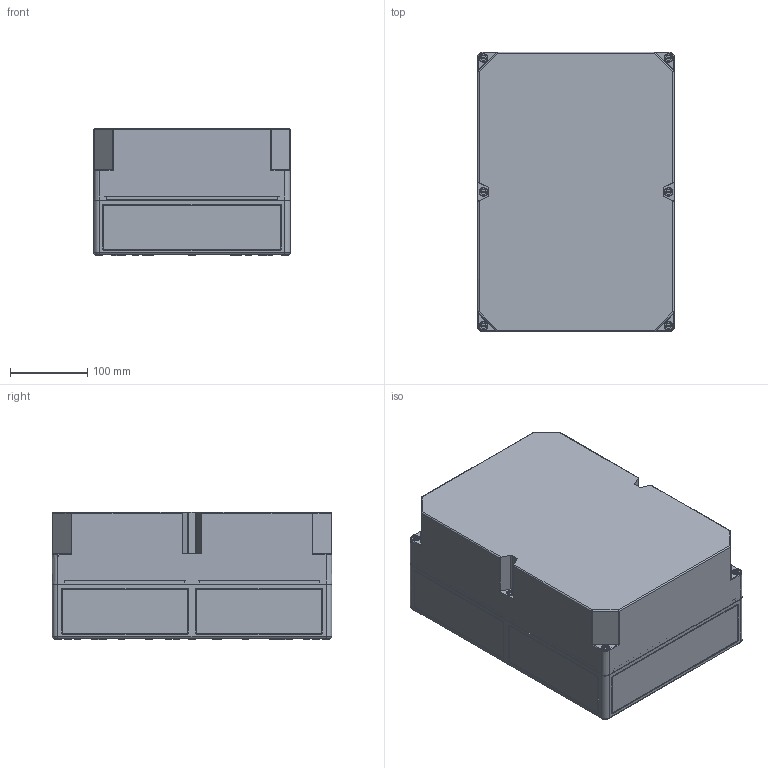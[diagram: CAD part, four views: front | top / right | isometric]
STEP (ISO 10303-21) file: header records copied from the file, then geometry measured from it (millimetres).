
FILE_DESCRIPTION (( 'STEP AP203' ), '1' );
FILE_NAME ('60253622.step', '2014-12-03T15:00:33', ( 'Windows-Benutzer' ), ( '' ), 'SwSTEP 2.0', 'SolidWorks 2014', '' );
FILE_SCHEMA (( 'CONFIG_CONTROL_DESIGN' ));
Length unit declared in the file: millimetre
Products named in the file (4): Kasten_TK3625-o60253622; Deckel_TK3625-16-t60253622; Schraube_TK58mm-schwarz60253622; 60253622
Assembly tree (8 placements, depth 2):
  60253622
    Kasten_TK3625-o60253622
    Deckel_TK3625-16-t60253622
    Schraube_TK58mm-schwarz60253622  x6
Bounding box: 254 x 361 x 164.2 mm (x, y, z)
Volume: 1366249.4 mm3; surface area: 813693.8 mm2
Topology: 8 solids, 8 shells, 1723 faces, 4332 edges, 2848 vertices
Faces by surface type: plane 987, cylinder 604, cone 112, torus 20
Entity records: 40674 total; most frequent: CARTESIAN_POINT 7239, DIRECTION 7162, ORIENTED_EDGE 6664, EDGE_CURVE 3332, AXIS2_PLACEMENT_3D 2583, VERTEX_POINT 2188, VECTOR 1996, LINE 1996
